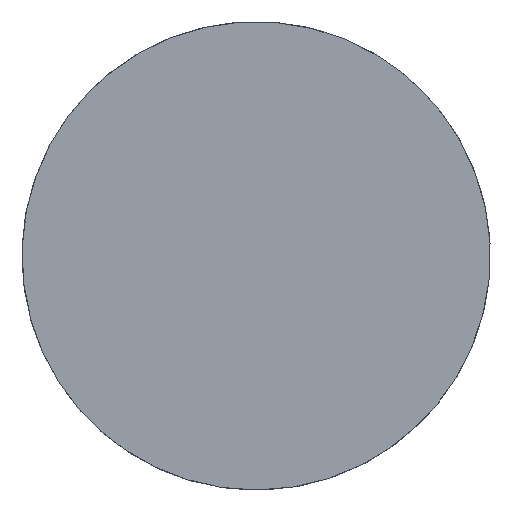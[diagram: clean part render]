
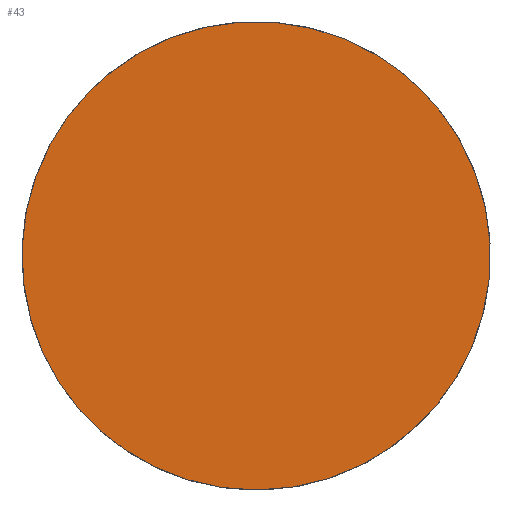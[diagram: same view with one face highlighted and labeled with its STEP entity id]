
A CAD part, top view. The second image highlights one B-rep face of the part: STEP entity #43.
In plain terms, the highlighted planar face has unit normal (0, 0, 1).
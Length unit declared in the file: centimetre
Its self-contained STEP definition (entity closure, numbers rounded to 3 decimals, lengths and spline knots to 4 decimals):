
#43=ADVANCED_FACE('',(#91),#572,.T.);
#91=FACE_OUTER_BOUND('',#139,.T.);
#139=EDGE_LOOP('',(#204));
#204=ORIENTED_EDGE('',*,*,#360,.F.);
#360=EDGE_CURVE('',#517,#517,#452,.T.);
#452=(
BOUNDED_CURVE()
B_SPLINE_CURVE(2,(#1658,#1659,#1660,#1661,#1662,#1663,#1664,#1665,#1666),
 .UNSPECIFIED.,.T.,.F.)
B_SPLINE_CURVE_WITH_KNOTS((3,2,2,2,3),(-2554.1148,-1915.5861,
-1277.0574,-638.5287,0.),.UNSPECIFIED.)
CURVE()
GEOMETRIC_REPRESENTATION_ITEM()
RATIONAL_B_SPLINE_CURVE((1.,0.707,1.,0.707,1.,0.707,
1.,0.707,1.))
REPRESENTATION_ITEM('')
);
#517=VERTEX_POINT('',#1601);
#572=PLANE('',#653);
#653=AXIS2_PLACEMENT_3D('',#743,#698,$);
#698=DIRECTION('',(0.,0.,1.));
#743=CARTESIAN_POINT('',(-3.2329,-31.3385,0.7));
#1601=CARTESIAN_POINT('',(25.511,69.2651,0.7));
#1658=CARTESIAN_POINT('',(25.511,69.2651,0.7));
#1659=CARTESIAN_POINT('',(54.2548,40.5212,0.7));
#1660=CARTESIAN_POINT('',(25.511,11.7773,0.7));
#1661=CARTESIAN_POINT('',(-3.2329,-16.9665,0.7));
#1662=CARTESIAN_POINT('',(-31.9768,11.7773,0.7));
#1663=CARTESIAN_POINT('',(-60.7207,40.5212,0.7));
#1664=CARTESIAN_POINT('',(-31.9768,69.2651,0.7));
#1665=CARTESIAN_POINT('',(-3.2329,98.009,0.7));
#1666=CARTESIAN_POINT('',(25.511,69.2651,0.7));
